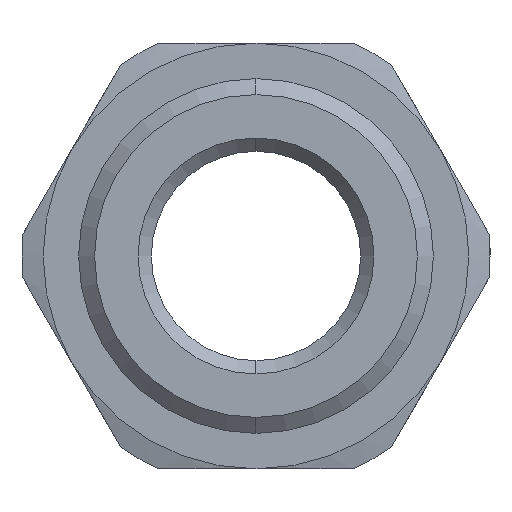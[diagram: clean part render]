
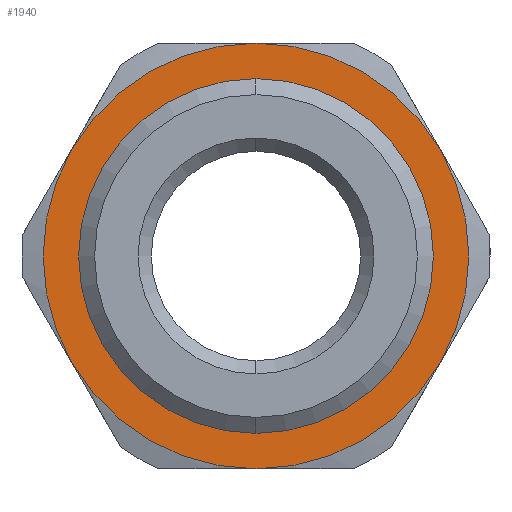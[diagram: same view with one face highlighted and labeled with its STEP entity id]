
A CAD part, left-side view. The second image highlights one B-rep face of the part: STEP entity #1940.
In plain terms, the highlighted planar face has unit normal (-1, 0, 0).
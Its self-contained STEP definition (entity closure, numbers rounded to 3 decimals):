
#21 = EDGE_CURVE ( 'NONE', #1126, #397, #1599, .T. ) ;
#70 = ORIENTED_EDGE ( 'NONE', *, *, #2456, .T. ) ;
#168 = DIRECTION ( 'NONE',  ( 1., 0., 0. ) ) ;
#183 = CARTESIAN_POINT ( 'NONE',  ( 15.3, 10.392, 6. ) ) ;
#223 = CARTESIAN_POINT ( 'NONE',  ( 15.3, 0., 0. ) ) ;
#244 = PLANE ( 'NONE',  #666 ) ;
#396 = AXIS2_PLACEMENT_3D ( 'NONE', #1469, #2845, #2179 ) ;
#397 = VERTEX_POINT ( 'NONE', #183 ) ;
#398 = CARTESIAN_POINT ( 'NONE',  ( 15.3, 0., 0. ) ) ;
#431 = DIRECTION ( 'NONE',  ( 0., 0., -1. ) ) ;
#433 = AXIS2_PLACEMENT_3D ( 'NONE', #2153, #2158, #1525 ) ;
#444 = DIRECTION ( 'NONE',  ( 0., 0., -1. ) ) ;
#452 = CIRCLE ( 'NONE', #1612, 12. ) ;
#467 = ORIENTED_EDGE ( 'NONE', *, *, #2006, .T. ) ;
#608 = EDGE_CURVE ( 'NONE', #2433, #1784, #2430, .T. ) ;
#632 = CIRCLE ( 'NONE', #2603, 12. ) ;
#657 = DIRECTION ( 'NONE',  ( 1., 0., 0. ) ) ;
#666 = AXIS2_PLACEMENT_3D ( 'NONE', #1135, #1625, #444 ) ;
#705 = VERTEX_POINT ( 'NONE', #808 ) ;
#736 = VERTEX_POINT ( 'NONE', #1737 ) ;
#808 = CARTESIAN_POINT ( 'NONE',  ( 15.3, 0., -10. ) ) ;
#969 = FACE_OUTER_BOUND ( 'NONE', #1609, .T. ) ;
#997 = ORIENTED_EDGE ( 'NONE', *, *, #21, .F. ) ;
#1065 = VERTEX_POINT ( 'NONE', #2111 ) ;
#1126 = VERTEX_POINT ( 'NONE', #1217 ) ;
#1135 = CARTESIAN_POINT ( 'NONE',  ( 15.3, 10., 0. ) ) ;
#1181 = ORIENTED_EDGE ( 'NONE', *, *, #1369, .F. ) ;
#1217 = CARTESIAN_POINT ( 'NONE',  ( 15.3, 10.392, -6. ) ) ;
#1222 = DIRECTION ( 'NONE',  ( 0., 0., -1. ) ) ;
#1223 = CIRCLE ( 'NONE', #1694, 10. ) ;
#1238 = AXIS2_PLACEMENT_3D ( 'NONE', #2589, #1698, #1222 ) ;
#1284 = ORIENTED_EDGE ( 'NONE', *, *, #608, .F. ) ;
#1293 = AXIS2_PLACEMENT_3D ( 'NONE', #2292, #3002, #431 ) ;
#1315 = CARTESIAN_POINT ( 'NONE',  ( 15.3, 0., 10. ) ) ;
#1369 = EDGE_CURVE ( 'NONE', #1784, #1065, #2257, .T. ) ;
#1444 = EDGE_LOOP ( 'NONE', ( #70, #467 ) ) ;
#1469 = CARTESIAN_POINT ( 'NONE',  ( 15.3, 0., 0. ) ) ;
#1525 = DIRECTION ( 'NONE',  ( 0., 0., -1. ) ) ;
#1599 = CIRCLE ( 'NONE', #2291, 12. ) ;
#1602 = ORIENTED_EDGE ( 'NONE', *, *, #1736, .T. ) ;
#1609 = EDGE_LOOP ( 'NONE', ( #2743, #1181, #1284, #1909, #1602, #997 ) ) ;
#1612 = AXIS2_PLACEMENT_3D ( 'NONE', #398, #168, #2270 ) ;
#1625 = DIRECTION ( 'NONE',  ( 1., 0., 0. ) ) ;
#1694 = AXIS2_PLACEMENT_3D ( 'NONE', #2066, #657, #2527 ) ;
#1698 = DIRECTION ( 'NONE',  ( 1., 0., 0. ) ) ;
#1736 = EDGE_CURVE ( 'NONE', #736, #397, #632, .T. ) ;
#1737 = CARTESIAN_POINT ( 'NONE',  ( 15.3, 0., 12. ) ) ;
#1747 = VERTEX_POINT ( 'NONE', #1315 ) ;
#1784 = VERTEX_POINT ( 'NONE', #2763 ) ;
#1840 = EDGE_CURVE ( 'NONE', #1065, #1126, #452, .T. ) ;
#1909 = ORIENTED_EDGE ( 'NONE', *, *, #2666, .F. ) ;
#1940 = ADVANCED_FACE ( 'NONE', ( #2894, #969 ), #244, .F. ) ;
#2006 = EDGE_CURVE ( 'NONE', #1747, #705, #2140, .T. ) ;
#2066 = CARTESIAN_POINT ( 'NONE',  ( 15.3, 0., 0. ) ) ;
#2111 = CARTESIAN_POINT ( 'NONE',  ( 15.3, 0., -12. ) ) ;
#2113 = DIRECTION ( 'NONE',  ( 0., 0., -1. ) ) ;
#2140 = CIRCLE ( 'NONE', #1238, 10. ) ;
#2153 = CARTESIAN_POINT ( 'NONE',  ( 15.3, 0., 0. ) ) ;
#2158 = DIRECTION ( 'NONE',  ( 1., 0., 0. ) ) ;
#2179 = DIRECTION ( 'NONE',  ( 0., 0., -1. ) ) ;
#2257 = CIRCLE ( 'NONE', #1293, 12. ) ;
#2270 = DIRECTION ( 'NONE',  ( 0., 0., -1. ) ) ;
#2291 = AXIS2_PLACEMENT_3D ( 'NONE', #223, #2538, #2113 ) ;
#2292 = CARTESIAN_POINT ( 'NONE',  ( 15.3, 0., 0. ) ) ;
#2430 = CIRCLE ( 'NONE', #433, 12. ) ;
#2433 = VERTEX_POINT ( 'NONE', #2771 ) ;
#2434 = CARTESIAN_POINT ( 'NONE',  ( 15.3, 0., 0. ) ) ;
#2453 = DIRECTION ( 'NONE',  ( 0., 0., 1. ) ) ;
#2456 = EDGE_CURVE ( 'NONE', #705, #1747, #1223, .T. ) ;
#2527 = DIRECTION ( 'NONE',  ( 0., 0., -1. ) ) ;
#2538 = DIRECTION ( 'NONE',  ( 1., 0., 0. ) ) ;
#2589 = CARTESIAN_POINT ( 'NONE',  ( 15.3, 0., 0. ) ) ;
#2603 = AXIS2_PLACEMENT_3D ( 'NONE', #2434, #2667, #2453 ) ;
#2666 = EDGE_CURVE ( 'NONE', #736, #2433, #2978, .T. ) ;
#2667 = DIRECTION ( 'NONE',  ( -1., 0., 0. ) ) ;
#2743 = ORIENTED_EDGE ( 'NONE', *, *, #1840, .F. ) ;
#2763 = CARTESIAN_POINT ( 'NONE',  ( 15.3, -10.392, -6. ) ) ;
#2771 = CARTESIAN_POINT ( 'NONE',  ( 15.3, -10.392, 6. ) ) ;
#2845 = DIRECTION ( 'NONE',  ( 1., 0., 0. ) ) ;
#2894 = FACE_BOUND ( 'NONE', #1444, .T. ) ;
#2978 = CIRCLE ( 'NONE', #396, 12. ) ;
#3002 = DIRECTION ( 'NONE',  ( 1., 0., 0. ) ) ;
